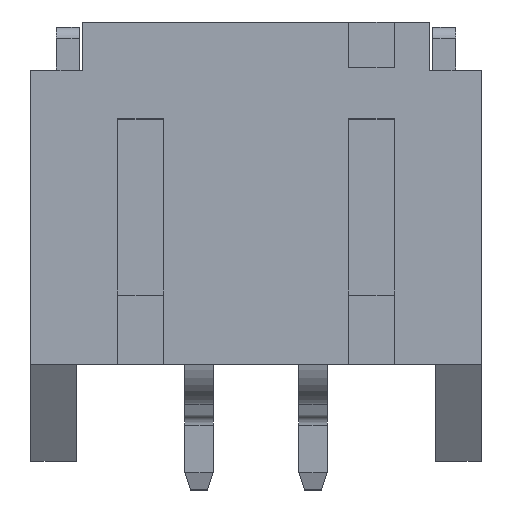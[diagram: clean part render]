
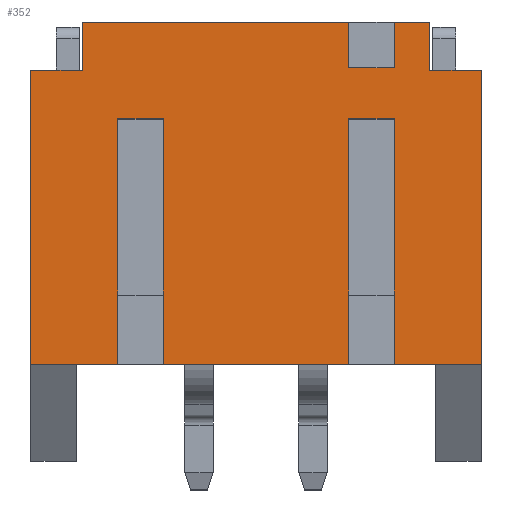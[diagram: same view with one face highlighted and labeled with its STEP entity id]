
A CAD part, top view. The second image highlights one B-rep face of the part: STEP entity #352.
In plain terms, the highlighted planar face has unit normal (0, 0, 1).
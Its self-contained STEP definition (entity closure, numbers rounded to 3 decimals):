
#352=ADVANCED_FACE('',(#966),#967,.T.);
#966=FACE_OUTER_BOUND('',#1854,.T.);
#967=PLANE('',#1855);
#1854=EDGE_LOOP('',(#2845,#2846,#2847,#2848,#2849,#2850,#2851,#2852,#2853,#2854,#2855,#2856,#2857,#2858,#2859,#2860,#2861,#2862,#2863,#2864));
#1855=AXIS2_PLACEMENT_3D('',#2865,#2866,#2867);
#2845=ORIENTED_EDGE('',*,*,#5526,.T.);
#2846=ORIENTED_EDGE('',*,*,#5527,.T.);
#2847=ORIENTED_EDGE('',*,*,#5528,.F.);
#2848=ORIENTED_EDGE('',*,*,#5529,.F.);
#2849=ORIENTED_EDGE('',*,*,#5530,.T.);
#2850=ORIENTED_EDGE('',*,*,#5531,.T.);
#2851=ORIENTED_EDGE('',*,*,#5532,.F.);
#2852=ORIENTED_EDGE('',*,*,#5533,.T.);
#2853=ORIENTED_EDGE('',*,*,#5534,.T.);
#2854=ORIENTED_EDGE('',*,*,#5535,.T.);
#2855=ORIENTED_EDGE('',*,*,#5536,.F.);
#2856=ORIENTED_EDGE('',*,*,#5537,.F.);
#2857=ORIENTED_EDGE('',*,*,#5538,.T.);
#2858=ORIENTED_EDGE('',*,*,#5539,.T.);
#2859=ORIENTED_EDGE('',*,*,#5540,.F.);
#2860=ORIENTED_EDGE('',*,*,#5541,.F.);
#2861=ORIENTED_EDGE('',*,*,#5542,.T.);
#2862=ORIENTED_EDGE('',*,*,#5463,.T.);
#2863=ORIENTED_EDGE('',*,*,#5524,.T.);
#2864=ORIENTED_EDGE('',*,*,#5543,.F.);
#2865=CARTESIAN_POINT('',(0.0,0.0,5.5));
#2866=DIRECTION('',(0.0,0.0,1.0));
#2867=DIRECTION('',(1.0,0.0,0.0));
#5463=EDGE_CURVE('',#6567,#6565,#6568,.T.);
#5524=EDGE_CURVE('',#6565,#6662,#6664,.T.);
#5526=EDGE_CURVE('',#6666,#6667,#6668,.T.);
#5527=EDGE_CURVE('',#6667,#6669,#6670,.T.);
#5528=EDGE_CURVE('',#6671,#6669,#6672,.T.);
#5529=EDGE_CURVE('',#6673,#6671,#6674,.T.);
#5530=EDGE_CURVE('',#6673,#6675,#6676,.T.);
#5531=EDGE_CURVE('',#6675,#6677,#6678,.T.);
#5532=EDGE_CURVE('',#6679,#6677,#6680,.T.);
#5533=EDGE_CURVE('',#6679,#6681,#6682,.T.);
#5534=EDGE_CURVE('',#6681,#6683,#6684,.T.);
#5535=EDGE_CURVE('',#6683,#6685,#6686,.T.);
#5536=EDGE_CURVE('',#6687,#6685,#6688,.T.);
#5537=EDGE_CURVE('',#6689,#6687,#6690,.T.);
#5538=EDGE_CURVE('',#6689,#6691,#6692,.T.);
#5539=EDGE_CURVE('',#6691,#6693,#6694,.T.);
#5540=EDGE_CURVE('',#6695,#6693,#6696,.T.);
#5541=EDGE_CURVE('',#6697,#6695,#6698,.T.);
#5542=EDGE_CURVE('',#6697,#6567,#6699,.T.);
#5543=EDGE_CURVE('',#6666,#6662,#6700,.T.);
#6565=VERTEX_POINT('',#8192);
#6567=VERTEX_POINT('',#8195);
#6568=LINE('',#8196,#8197);
#6662=VERTEX_POINT('',#8338);
#6664=LINE('',#8341,#8342);
#6666=VERTEX_POINT('',#8344);
#6667=VERTEX_POINT('',#8345);
#6668=LINE('',#8346,#8347);
#6669=VERTEX_POINT('',#8348);
#6670=LINE('',#8349,#8350);
#6671=VERTEX_POINT('',#8351);
#6672=LINE('',#8352,#8353);
#6673=VERTEX_POINT('',#8354);
#6674=LINE('',#8355,#8356);
#6675=VERTEX_POINT('',#8357);
#6676=LINE('',#8358,#8359);
#6677=VERTEX_POINT('',#8360);
#6678=LINE('',#8361,#8362);
#6679=VERTEX_POINT('',#8363);
#6680=LINE('',#8364,#8365);
#6681=VERTEX_POINT('',#8366);
#6682=LINE('',#8367,#8368);
#6683=VERTEX_POINT('',#8369);
#6684=LINE('',#8370,#8371);
#6685=VERTEX_POINT('',#8372);
#6686=LINE('',#8373,#8374);
#6687=VERTEX_POINT('',#8375);
#6688=LINE('',#8376,#8377);
#6689=VERTEX_POINT('',#8378);
#6690=LINE('',#8379,#8380);
#6691=VERTEX_POINT('',#8381);
#6692=LINE('',#8382,#8383);
#6693=VERTEX_POINT('',#8384);
#6694=LINE('',#8385,#8386);
#6695=VERTEX_POINT('',#8387);
#6696=LINE('',#8388,#8389);
#6697=VERTEX_POINT('',#8390);
#6698=LINE('',#8391,#8392);
#6699=LINE('',#8393,#8394);
#6700=LINE('',#8395,#8396);
#8192=CARTESIAN_POINT('',(3.95,2.15,5.5));
#8195=CARTESIAN_POINT('',(3.95,-3.0,5.5));
#8196=CARTESIAN_POINT('',(3.95,-3.0,5.5));
#8197=VECTOR('',#10531,1.0);
#8338=CARTESIAN_POINT('',(3.05,2.15,5.5));
#8341=CARTESIAN_POINT('',(3.95,2.15,5.5));
#8342=VECTOR('',#10580,1.0);
#8344=CARTESIAN_POINT('',(3.05,3.0,5.5));
#8345=CARTESIAN_POINT('',(2.425,3.0,5.5));
#8346=CARTESIAN_POINT('',(3.05,3.0,5.5));
#8347=VECTOR('',#10581,1.0);
#8348=CARTESIAN_POINT('',(2.425,2.2,5.5));
#8349=CARTESIAN_POINT('',(2.425,3.0,5.5));
#8350=VECTOR('',#10582,1.0);
#8351=CARTESIAN_POINT('',(1.625,2.2,5.5));
#8352=CARTESIAN_POINT('',(1.625,2.2,5.5));
#8353=VECTOR('',#10583,1.0);
#8354=CARTESIAN_POINT('',(1.625,3.0,5.5));
#8355=CARTESIAN_POINT('',(1.625,3.0,5.5));
#8356=VECTOR('',#10584,1.0);
#8357=CARTESIAN_POINT('',(-3.05,3.0,5.5));
#8358=CARTESIAN_POINT('',(1.625,3.0,5.5));
#8359=VECTOR('',#10585,1.0);
#8360=CARTESIAN_POINT('',(-3.05,2.15,5.5));
#8361=CARTESIAN_POINT('',(-3.05,3.0,5.5));
#8362=VECTOR('',#10586,1.0);
#8363=CARTESIAN_POINT('',(-3.95,2.15,5.5));
#8364=CARTESIAN_POINT('',(-3.95,2.15,5.5));
#8365=VECTOR('',#10587,1.0);
#8366=CARTESIAN_POINT('',(-3.95,-3.0,5.5));
#8367=CARTESIAN_POINT('',(-3.95,2.15,5.5));
#8368=VECTOR('',#10588,1.0);
#8369=CARTESIAN_POINT('',(-2.425,-3.0,5.5));
#8370=CARTESIAN_POINT('',(-3.95,-3.0,5.5));
#8371=VECTOR('',#10589,1.0);
#8372=CARTESIAN_POINT('',(-2.425,1.3,5.5));
#8373=CARTESIAN_POINT('',(-2.425,-3.0,5.5));
#8374=VECTOR('',#10590,1.0);
#8375=CARTESIAN_POINT('',(-1.625,1.3,5.5));
#8376=CARTESIAN_POINT('',(-1.625,1.3,5.5));
#8377=VECTOR('',#10591,1.0);
#8378=CARTESIAN_POINT('',(-1.625,-3.0,5.5));
#8379=CARTESIAN_POINT('',(-1.625,-3.0,5.5));
#8380=VECTOR('',#10592,1.0);
#8381=CARTESIAN_POINT('',(1.625,-3.0,5.5));
#8382=CARTESIAN_POINT('',(-1.625,-3.0,5.5));
#8383=VECTOR('',#10593,1.0);
#8384=CARTESIAN_POINT('',(1.625,1.3,5.5));
#8385=CARTESIAN_POINT('',(1.625,-3.0,5.5));
#8386=VECTOR('',#10594,1.0);
#8387=CARTESIAN_POINT('',(2.425,1.3,5.5));
#8388=CARTESIAN_POINT('',(2.425,1.3,5.5));
#8389=VECTOR('',#10595,1.0);
#8390=CARTESIAN_POINT('',(2.425,-3.0,5.5));
#8391=CARTESIAN_POINT('',(2.425,-3.0,5.5));
#8392=VECTOR('',#10596,1.0);
#8393=CARTESIAN_POINT('',(2.425,-3.0,5.5));
#8394=VECTOR('',#10597,1.0);
#8395=CARTESIAN_POINT('',(3.05,3.0,5.5));
#8396=VECTOR('',#10598,1.0);
#10531=DIRECTION('',(0.0,1.0,0.0));
#10580=DIRECTION('',(-1.0,0.0,0.0));
#10581=DIRECTION('',(-1.0,0.0,0.0));
#10582=DIRECTION('',(0.0,-1.0,0.0));
#10583=DIRECTION('',(1.0,0.0,0.0));
#10584=DIRECTION('',(0.0,-1.0,0.0));
#10585=DIRECTION('',(-1.0,0.0,0.0));
#10586=DIRECTION('',(0.0,-1.0,0.0));
#10587=DIRECTION('',(1.0,0.0,0.0));
#10588=DIRECTION('',(0.0,-1.0,0.0));
#10589=DIRECTION('',(1.0,0.0,0.0));
#10590=DIRECTION('',(0.0,1.0,0.0));
#10591=DIRECTION('',(-1.0,0.0,0.0));
#10592=DIRECTION('',(0.0,1.0,0.0));
#10593=DIRECTION('',(1.0,0.0,0.0));
#10594=DIRECTION('',(0.0,1.0,0.0));
#10595=DIRECTION('',(-1.0,0.0,0.0));
#10596=DIRECTION('',(0.0,1.0,0.0));
#10597=DIRECTION('',(1.0,0.0,0.0));
#10598=DIRECTION('',(0.0,-1.0,0.0));
